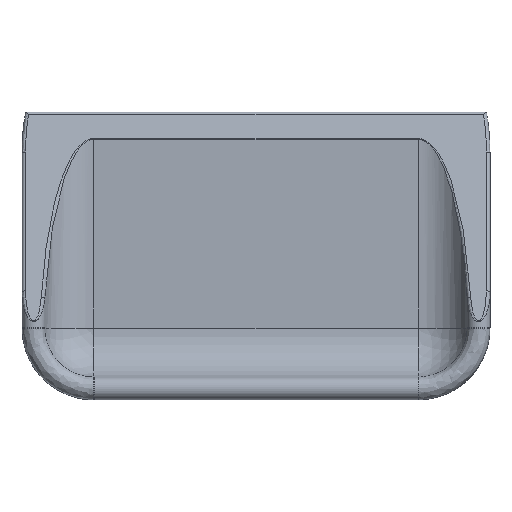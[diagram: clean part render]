
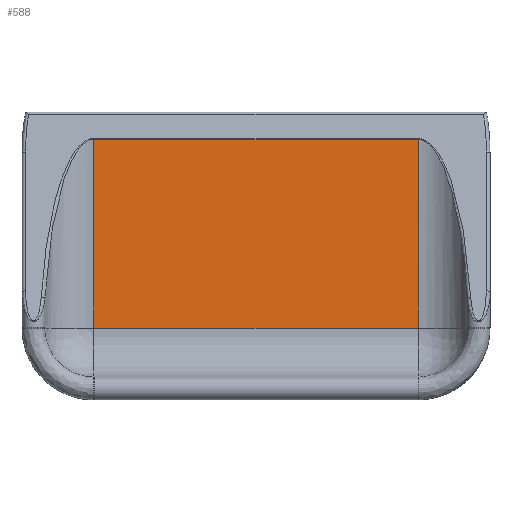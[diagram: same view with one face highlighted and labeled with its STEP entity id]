
A CAD part, top view. The second image highlights one B-rep face of the part: STEP entity #588.
In plain terms, the highlighted planar face has unit normal (0, 0, 1).
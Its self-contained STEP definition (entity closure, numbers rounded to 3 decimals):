
#25=PLANE('',#670);
#117=FACE_OUTER_BOUND('',#155,.T.);
#155=EDGE_LOOP('',(#532,#533,#534,#535));
#176=LINE('',#1011,#204);
#193=LINE('',#1482,#221);
#194=LINE('',#1488,#222);
#198=LINE('',#1500,#226);
#204=VECTOR('',#705,10.);
#221=VECTOR('',#790,10.);
#222=VECTOR('',#799,10.);
#226=VECTOR('',#817,10.);
#240=VERTEX_POINT('',#1003);
#242=VERTEX_POINT('',#1009);
#273=VERTEX_POINT('',#1480);
#274=VERTEX_POINT('',#1486);
#296=EDGE_CURVE('',#242,#240,#176,.T.);
#349=EDGE_CURVE('',#273,#242,#193,.T.);
#352=EDGE_CURVE('',#274,#273,#194,.T.);
#358=EDGE_CURVE('',#240,#274,#198,.T.);
#532=ORIENTED_EDGE('',*,*,#296,.F.);
#533=ORIENTED_EDGE('',*,*,#349,.F.);
#534=ORIENTED_EDGE('',*,*,#352,.F.);
#535=ORIENTED_EDGE('',*,*,#358,.F.);
#588=ADVANCED_FACE('',(#117),#25,.T.);
#670=AXIS2_PLACEMENT_3D('',#1512,#835,#836);
#705=DIRECTION('',(1.,0.,0.));
#790=DIRECTION('',(0.,1.,0.));
#799=DIRECTION('',(-1.,0.,0.));
#817=DIRECTION('',(0.,-1.,0.));
#835=DIRECTION('center_axis',(0.,0.,1.));
#836=DIRECTION('ref_axis',(1.,0.,0.));
#1003=CARTESIAN_POINT('',(22.51,16.184,3.));
#1009=CARTESIAN_POINT('',(-22.51,16.184,3.));
#1011=CARTESIAN_POINT('',(8.125,16.184,3.));
#1480=CARTESIAN_POINT('',(-22.51,-10.01,3.));
#1482=CARTESIAN_POINT('',(-22.51,10.,3.));
#1486=CARTESIAN_POINT('',(22.51,-10.01,3.));
#1488=CARTESIAN_POINT('',(-16.25,-10.01,3.));
#1500=CARTESIAN_POINT('',(22.51,-10.,3.));
#1512=CARTESIAN_POINT('Origin',(0.,0.,3.));
